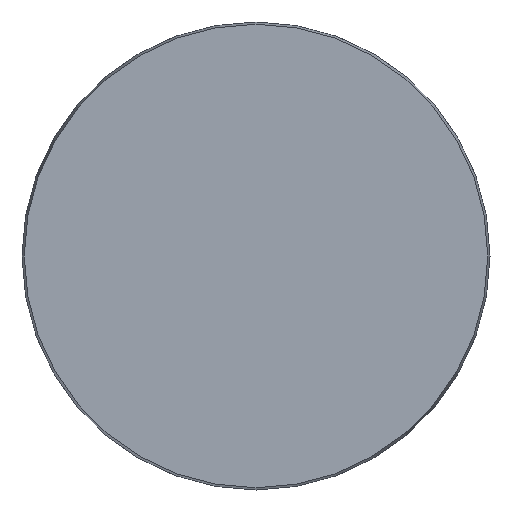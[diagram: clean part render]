
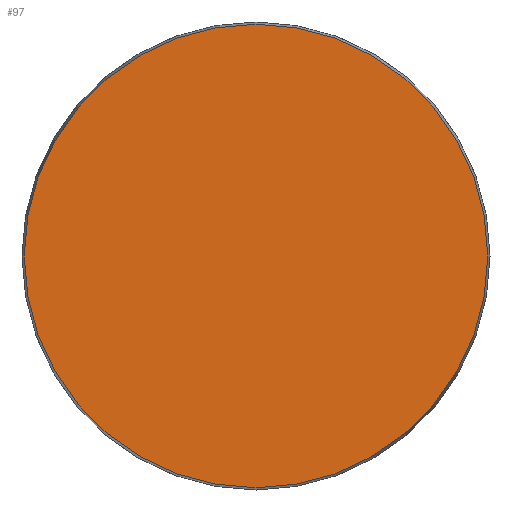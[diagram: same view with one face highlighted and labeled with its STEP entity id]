
A CAD part, front view. The second image highlights one B-rep face of the part: STEP entity #97.
In plain terms, the highlighted planar face has unit normal (0, -1, 0).
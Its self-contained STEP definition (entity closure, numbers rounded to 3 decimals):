
#16 = DIRECTION ( 'NONE',  ( 0., 0., -1. ) ) ;
#19 = EDGE_CURVE ( 'NONE', #57, #57, #469, .T. ) ;
#49 = DIRECTION ( 'NONE',  ( 0., -1., 0. ) ) ;
#57 = VERTEX_POINT ( 'NONE', #259 ) ;
#93 = PLANE ( 'NONE',  #158 ) ;
#97 = ADVANCED_FACE ( 'NONE', ( #304 ), #93, .F. ) ;
#142 = CARTESIAN_POINT ( 'NONE',  ( -58.425, 0., 0. ) ) ;
#158 = AXIS2_PLACEMENT_3D ( 'NONE', #142, #482, #521 ) ;
#259 = CARTESIAN_POINT ( 'NONE',  ( 0., 0., -58.425 ) ) ;
#304 = FACE_OUTER_BOUND ( 'NONE', #401, .T. ) ;
#337 = AXIS2_PLACEMENT_3D ( 'NONE', #429, #49, #16 ) ;
#401 = EDGE_LOOP ( 'NONE', ( #421 ) ) ;
#421 = ORIENTED_EDGE ( 'NONE', *, *, #19, .T. ) ;
#429 = CARTESIAN_POINT ( 'NONE',  ( 0., 0., 0. ) ) ;
#469 = CIRCLE ( 'NONE', #337, 58.425 ) ;
#482 = DIRECTION ( 'NONE',  ( 0., 1., 0. ) ) ;
#521 = DIRECTION ( 'NONE',  ( 0., 0., 1. ) ) ;
